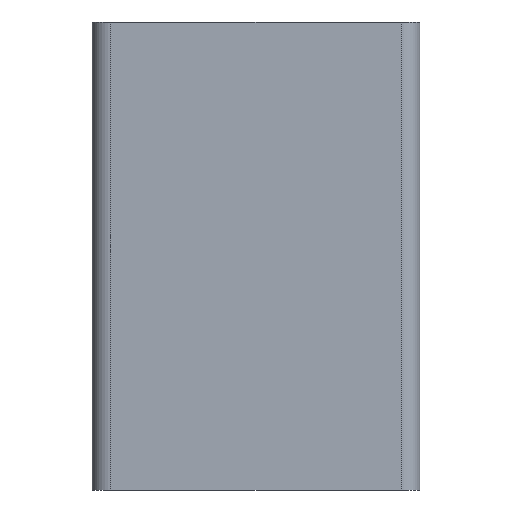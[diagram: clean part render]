
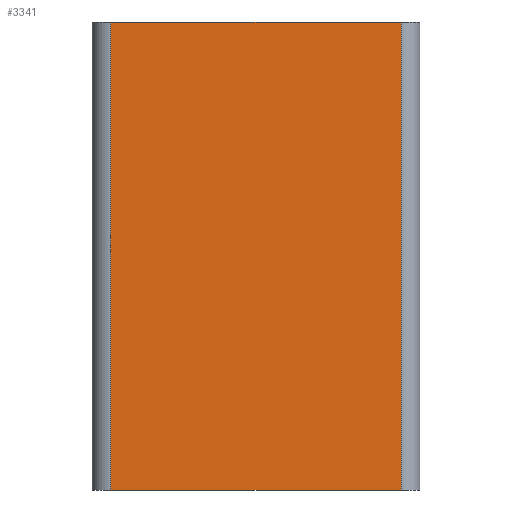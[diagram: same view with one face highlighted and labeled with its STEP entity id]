
A CAD part, left-side view. The second image highlights one B-rep face of the part: STEP entity #3341.
In plain terms, the highlighted planar face has unit normal (-1, 0, 0).
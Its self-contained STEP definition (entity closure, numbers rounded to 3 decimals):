
#181 = EDGE_CURVE ( 'NONE', #4539, #8763, #8545, .T. ) ;
#211 = CARTESIAN_POINT ( 'NONE',  ( 0., -66., 0. ) ) ;
#609 = CARTESIAN_POINT ( 'NONE',  ( 0., 0., 100. ) ) ;
#700 = ORIENTED_EDGE ( 'NONE', *, *, #10384, .T. ) ;
#1131 = LINE ( 'NONE', #4765, #10168 ) ;
#1319 = DIRECTION ( 'NONE',  ( 0., 1., 0. ) ) ;
#1340 = ORIENTED_EDGE ( 'NONE', *, *, #4481, .T. ) ;
#1561 = VECTOR ( 'NONE', #5494, 1000. ) ;
#1791 = LINE ( 'NONE', #4478, #1561 ) ;
#3341 = ADVANCED_FACE ( 'NONE', ( #4183 ), #8783, .F. ) ;
#3882 = DIRECTION ( 'NONE',  ( 0., -1., 0. ) ) ;
#4101 = CARTESIAN_POINT ( 'NONE',  ( 0., -66., 100. ) ) ;
#4183 = FACE_OUTER_BOUND ( 'NONE', #9605, .T. ) ;
#4342 = CARTESIAN_POINT ( 'NONE',  ( 0., -4., 100. ) ) ;
#4478 = CARTESIAN_POINT ( 'NONE',  ( 0., -66., 100. ) ) ;
#4481 = EDGE_CURVE ( 'NONE', #8763, #10849, #1131, .T. ) ;
#4539 = VERTEX_POINT ( 'NONE', #4342 ) ;
#4765 = CARTESIAN_POINT ( 'NONE',  ( 0., 0., 0. ) ) ;
#4792 = VECTOR ( 'NONE', #10927, 1000. ) ;
#4953 = CARTESIAN_POINT ( 'NONE',  ( 0., -4., 0. ) ) ;
#5494 = DIRECTION ( 'NONE',  ( 0., 0., 1. ) ) ;
#5529 = ORIENTED_EDGE ( 'NONE', *, *, #11389, .F. ) ;
#6242 = AXIS2_PLACEMENT_3D ( 'NONE', #609, #9503, #1319 ) ;
#6601 = ORIENTED_EDGE ( 'NONE', *, *, #181, .T. ) ;
#6630 = LINE ( 'NONE', #8309, #4792 ) ;
#7145 = VERTEX_POINT ( 'NONE', #4101 ) ;
#7642 = CARTESIAN_POINT ( 'NONE',  ( 0., -4., 100. ) ) ;
#8309 = CARTESIAN_POINT ( 'NONE',  ( 0., 0., 100. ) ) ;
#8545 = LINE ( 'NONE', #7642, #9478 ) ;
#8763 = VERTEX_POINT ( 'NONE', #4953 ) ;
#8783 = PLANE ( 'NONE',  #6242 ) ;
#9478 = VECTOR ( 'NONE', #11344, 1000. ) ;
#9503 = DIRECTION ( 'NONE',  ( 1., 0., 0. ) ) ;
#9605 = EDGE_LOOP ( 'NONE', ( #1340, #700, #5529, #6601 ) ) ;
#10168 = VECTOR ( 'NONE', #3882, 1000. ) ;
#10384 = EDGE_CURVE ( 'NONE', #10849, #7145, #1791, .T. ) ;
#10849 = VERTEX_POINT ( 'NONE', #211 ) ;
#10927 = DIRECTION ( 'NONE',  ( 0., -1., 0. ) ) ;
#11344 = DIRECTION ( 'NONE',  ( 0., 0., -1. ) ) ;
#11389 = EDGE_CURVE ( 'NONE', #4539, #7145, #6630, .T. ) ;
